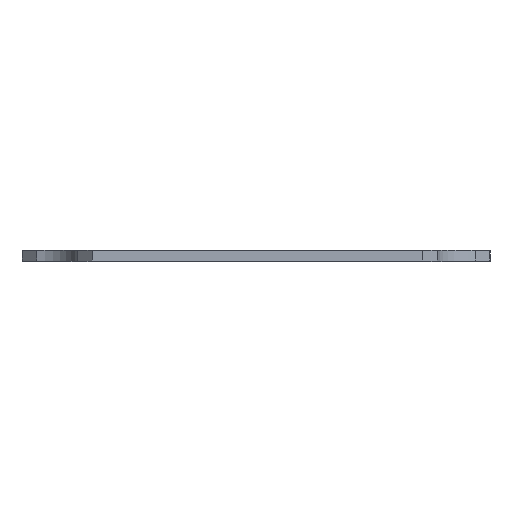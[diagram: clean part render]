
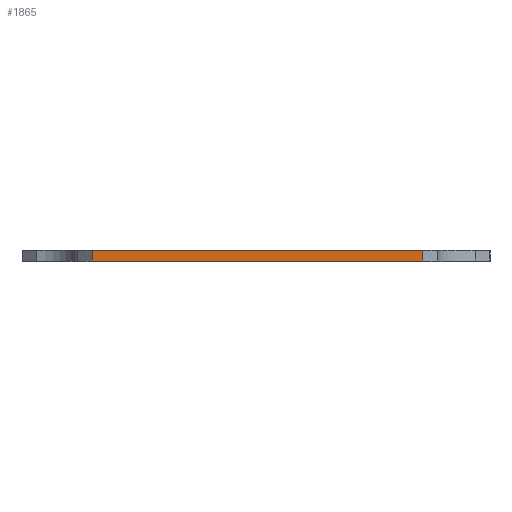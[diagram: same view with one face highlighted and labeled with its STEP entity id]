
A CAD part, top view. The second image highlights one B-rep face of the part: STEP entity #1865.
In plain terms, the highlighted planar face has unit normal (0, 0, 1).
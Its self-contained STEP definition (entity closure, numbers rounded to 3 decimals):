
#499 = DIRECTION ( 'NONE',  ( 0., -1., 0. ) ) ;
#500 = VECTOR ( 'NONE', #499, 1000. ) ;
#501 = CARTESIAN_POINT ( 'NONE',  ( 22.785, 1.5, 34.5 ) ) ;
#502 = DIRECTION ( 'NONE',  ( -1., 0., 0. ) ) ;
#503 = DIRECTION ( 'NONE',  ( 0., 0., -1. ) ) ;
#504 = CARTESIAN_POINT ( 'NONE',  ( 0., 1.5, 34.5 ) ) ;
#505 = LINE ( 'NONE', #501, #500 ) ;
#506 = AXIS2_PLACEMENT_3D ( 'NONE', #504, #503, #502 ) ;
#507 = PLANE ( 'NONE',  #506 ) ;
#508 = FACE_OUTER_BOUND ( 'NONE', #1866, .T. ) ;
#509 = DIRECTION ( 'NONE',  ( 0., -1., 0. ) ) ;
#510 = VECTOR ( 'NONE', #509, 1000. ) ;
#511 = CARTESIAN_POINT ( 'NONE',  ( -22.4, 1.5, 34.5 ) ) ;
#512 = LINE ( 'NONE', #511, #510 ) ;
#1097 = CARTESIAN_POINT ( 'NONE',  ( -22.4, 1.5, 34.5 ) ) ;
#1099 = CARTESIAN_POINT ( 'NONE',  ( 22.785, 1.5, 34.5 ) ) ;
#1132 = CARTESIAN_POINT ( 'NONE',  ( 22.785, 0., 34.5 ) ) ;
#1164 = DIRECTION ( 'NONE',  ( 1., 0., 0. ) ) ;
#1165 = VECTOR ( 'NONE', #1164, 1000. ) ;
#1166 = CARTESIAN_POINT ( 'NONE',  ( 0., 1.5, 34.5 ) ) ;
#1167 = LINE ( 'NONE', #1166, #1165 ) ;
#1178 = CARTESIAN_POINT ( 'NONE',  ( -22.4, 0., 34.5 ) ) ;
#1179 = DIRECTION ( 'NONE',  ( 1., 0., 0. ) ) ;
#1180 = VECTOR ( 'NONE', #1179, 1000. ) ;
#1181 = CARTESIAN_POINT ( 'NONE',  ( 0., 0., 34.5 ) ) ;
#1182 = LINE ( 'NONE', #1181, #1180 ) ;
#1862 = EDGE_CURVE ( 'NONE', #2228, #2261, #512, .T. ) ;
#1865 = ADVANCED_FACE ( 'NONE', ( #508 ), #507, .F. ) ;
#1866 = EDGE_LOOP ( 'NONE', ( #1867, #1868, #1870, #1871 ) ) ;
#1867 = ORIENTED_EDGE ( 'NONE', *, *, #2260, .T. ) ;
#1868 = ORIENTED_EDGE ( 'NONE', *, *, #1869, .F. ) ;
#1869 = EDGE_CURVE ( 'NONE', #2229, #2245, #505, .T. ) ;
#1870 = ORIENTED_EDGE ( 'NONE', *, *, #2231, .F. ) ;
#1871 = ORIENTED_EDGE ( 'NONE', *, *, #1862, .T. ) ;
#2228 = VERTEX_POINT ( 'NONE', #1097 ) ;
#2229 = VERTEX_POINT ( 'NONE', #1099 ) ;
#2231 = EDGE_CURVE ( 'NONE', #2228, #2229, #1167, .T. ) ;
#2245 = VERTEX_POINT ( 'NONE', #1132 ) ;
#2260 = EDGE_CURVE ( 'NONE', #2261, #2245, #1182, .T. ) ;
#2261 = VERTEX_POINT ( 'NONE', #1178 ) ;
